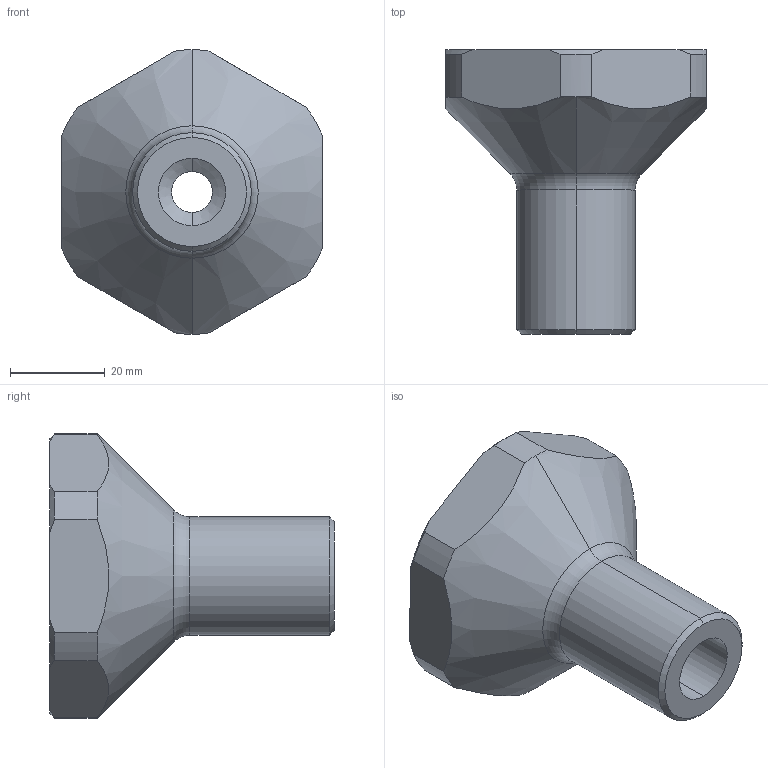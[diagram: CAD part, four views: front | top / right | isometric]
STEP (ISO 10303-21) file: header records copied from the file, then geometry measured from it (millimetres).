
FILE_DESCRIPTION (( 'STEP AP214' ), '1' );
FILE_NAME ('Q10_60-M16_M10.STEP', '2023-05-23T05:45:42', ( '' ), ( '' ), 'SwSTEP 2.0', 'SolidWorks 2019', '' );
FILE_SCHEMA (( 'AUTOMOTIVE_DESIGN' ));
Length unit declared in the file: millimetre
Products named in the file (1): Q10_60-M16_M10
Bounding box: 55 x 60 x 60 mm (x, y, z)
Volume: 59703.2 mm3; surface area: 12845.1 mm2
Topology: 1 solids, 1 shells, 36 faces, 90 edges, 56 vertices
Faces by surface type: cone 13, cylinder 13, plane 8, torus 2
Entity records: 1254 total; most frequent: CARTESIAN_POINT 313, DIRECTION 186, ORIENTED_EDGE 180, EDGE_CURVE 90, AXIS2_PLACEMENT_3D 77, VERTEX_POINT 56, CIRCLE 40, EDGE_LOOP 38
